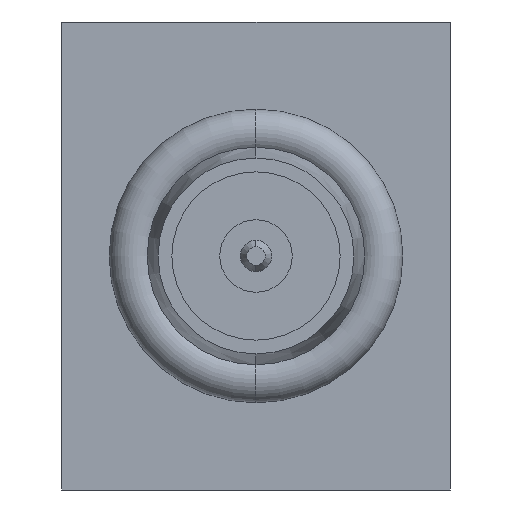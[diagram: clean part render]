
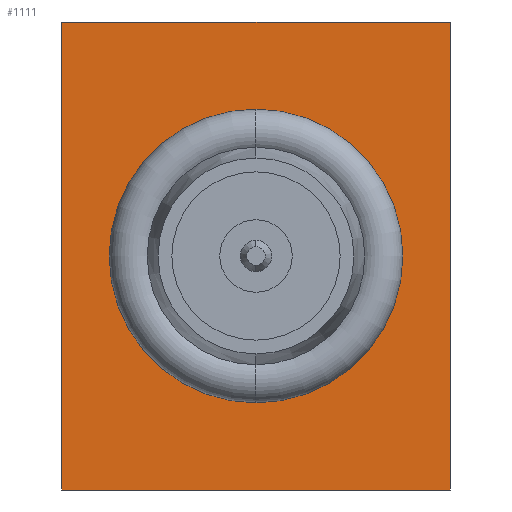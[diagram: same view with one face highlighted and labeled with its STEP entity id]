
A CAD part, left-side view. The second image highlights one B-rep face of the part: STEP entity #1111.
In plain terms, the highlighted planar face has unit normal (-1, 0, 0).
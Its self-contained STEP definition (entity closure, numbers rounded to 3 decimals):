
#29 = CARTESIAN_POINT ( 'NONE',  ( -4.427, 3.175, 3.825 ) ) ;
#55 = EDGE_LOOP ( 'NONE', ( #1106, #852, #1159, #1069 ) ) ;
#78 = VERTEX_POINT ( 'NONE', #377 ) ;
#112 = CARTESIAN_POINT ( 'NONE',  ( -4.427, 3.175, -3.825 ) ) ;
#123 = VERTEX_POINT ( 'NONE', #1308 ) ;
#225 = CARTESIAN_POINT ( 'NONE',  ( -4.427, -3.175, -3.825 ) ) ;
#322 = PLANE ( 'NONE',  #1293 ) ;
#346 = DIRECTION ( 'NONE',  ( 0., -1., 0. ) ) ;
#377 = CARTESIAN_POINT ( 'NONE',  ( -4.427, -3.175, 3.825 ) ) ;
#381 = LINE ( 'NONE', #500, #834 ) ;
#385 = EDGE_CURVE ( 'NONE', #123, #1325, #960, .T. ) ;
#399 = CARTESIAN_POINT ( 'NONE',  ( -4.427, 3.175, 3.825 ) ) ;
#432 = DIRECTION ( 'NONE',  ( 0., 1., 0. ) ) ;
#440 = CARTESIAN_POINT ( 'NONE',  ( -4.427, 0., 0. ) ) ;
#476 = EDGE_CURVE ( 'NONE', #1325, #596, #1048, .T. ) ;
#493 = DIRECTION ( 'NONE',  ( 0., 0., -1. ) ) ;
#500 = CARTESIAN_POINT ( 'NONE',  ( -4.427, -3.175, 3.825 ) ) ;
#596 = VERTEX_POINT ( 'NONE', #399 ) ;
#635 = VECTOR ( 'NONE', #346, 1000. ) ;
#718 = CARTESIAN_POINT ( 'NONE',  ( -4.427, 3.175, -3.825 ) ) ;
#721 = VECTOR ( 'NONE', #432, 1000. ) ;
#834 = VECTOR ( 'NONE', #493, 1000. ) ;
#849 = FACE_OUTER_BOUND ( 'NONE', #55, .T. ) ;
#852 = ORIENTED_EDGE ( 'NONE', *, *, #1249, .F. ) ;
#860 = DIRECTION ( 'NONE',  ( 0., 1., 0. ) ) ;
#959 = DIRECTION ( 'NONE',  ( 1., 0., 0. ) ) ;
#960 = LINE ( 'NONE', #225, #721 ) ;
#975 = LINE ( 'NONE', #29, #635 ) ;
#1043 = VECTOR ( 'NONE', #1183, 1000. ) ;
#1048 = LINE ( 'NONE', #112, #1043 ) ;
#1069 = ORIENTED_EDGE ( 'NONE', *, *, #385, .F. ) ;
#1106 = ORIENTED_EDGE ( 'NONE', *, *, #1319, .F. ) ;
#1111 = ADVANCED_FACE ( 'NONE', ( #849 ), #322, .F. ) ;
#1159 = ORIENTED_EDGE ( 'NONE', *, *, #476, .F. ) ;
#1183 = DIRECTION ( 'NONE',  ( 0., 0., 1. ) ) ;
#1249 = EDGE_CURVE ( 'NONE', #596, #78, #975, .T. ) ;
#1293 = AXIS2_PLACEMENT_3D ( 'NONE', #440, #959, #860 ) ;
#1308 = CARTESIAN_POINT ( 'NONE',  ( -4.427, -3.175, -3.825 ) ) ;
#1319 = EDGE_CURVE ( 'NONE', #78, #123, #381, .T. ) ;
#1325 = VERTEX_POINT ( 'NONE', #718 ) ;
